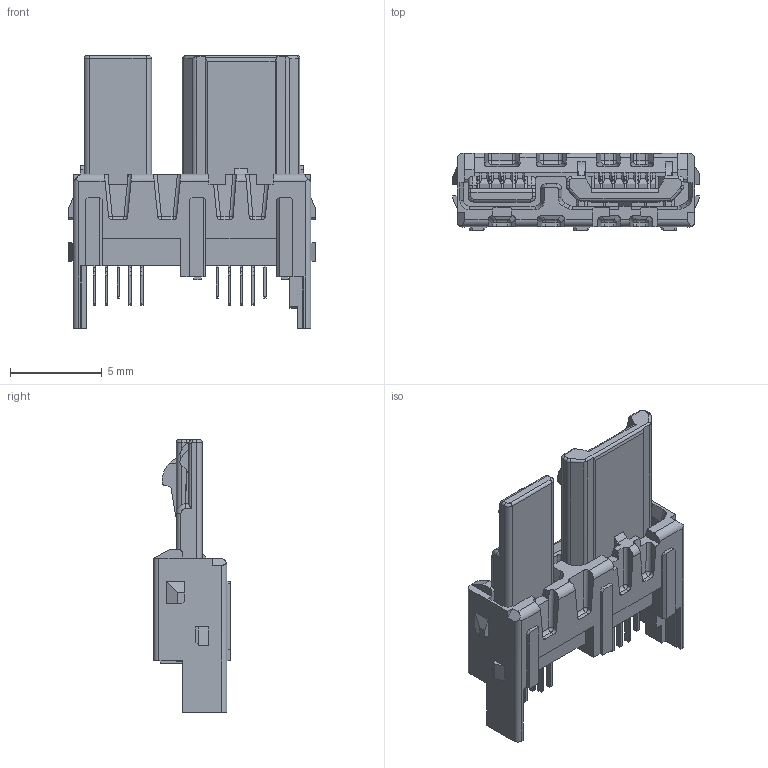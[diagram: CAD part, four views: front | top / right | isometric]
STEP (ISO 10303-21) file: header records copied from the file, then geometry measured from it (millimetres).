
FILE_DESCRIPTION(('Creo Elements/Direct Modeling STEP Export'),'2;1');
FILE_NAME('ZX360-B-10S-UNIT.stp','2016-07-26T10:16:57',(''),(''),'Creo Elements/Direct Modeling STEP processor for AP214 (Solid Model)','Creo Elements/Direct Modeling 18.1E 22-Nov-2013 (C) Parametric Technology GmbH','');
FILE_SCHEMA(('AUTOMOTIVE_DESIGN { 1 0 10303 214 1 1 1 1 }'));
Length unit declared in the file: millimetre
Products named in the file (1): ZX360-B-10S-UNIT
Bounding box: 13.45 x 4.2 x 14.85 mm (x, y, z)
Volume: 294.1 mm3; surface area: 686.4 mm2
Topology: 1 solids, 1 shells, 897 faces, 2619 edges, 1687 vertices
Faces by surface type: plane 652, cylinder 211, sphere 16, torus 10, cone 8
Entity records: 36995 total; most frequent: CARTESIAN_POINT 5602, ORIENTED_EDGE 5206, DIRECTION 4771, EDGE_CURVE 2603, VECTOR 2103, LINE 2103, VERTEX_POINT 1687, AXIS2_PLACEMENT_3D 1334
